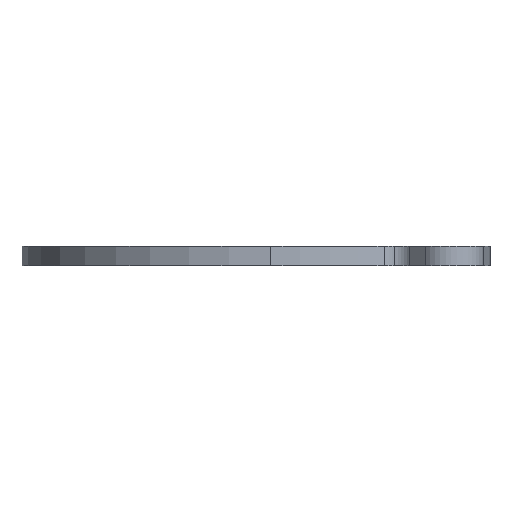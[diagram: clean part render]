
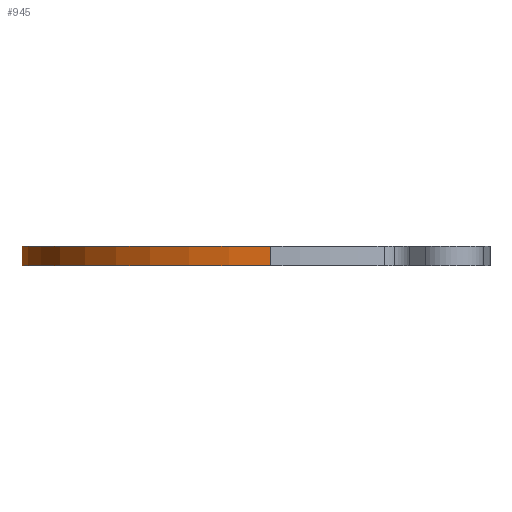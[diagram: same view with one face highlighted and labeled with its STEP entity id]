
A CAD part, left-side view. The second image highlights one B-rep face of the part: STEP entity #945.
In plain terms, the highlighted cylindrical face has radius 25 mm (diameter 50 mm), a partial arc.
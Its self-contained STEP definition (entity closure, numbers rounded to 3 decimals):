
#3 = AXIS2_PLACEMENT_3D ( 'NONE', #591, #684, #741 ) ;
#5 = DIRECTION ( 'NONE',  ( 0., 0., 1. ) ) ;
#29 = AXIS2_PLACEMENT_3D ( 'NONE', #161, #5, #758 ) ;
#47 = ORIENTED_EDGE ( 'NONE', *, *, #879, .T. ) ;
#80 = DIRECTION ( 'NONE',  ( 0., 0., 1. ) ) ;
#139 = EDGE_CURVE ( 'NONE', #166, #387, #918, .T. ) ;
#159 = VECTOR ( 'NONE', #466, 1000. ) ;
#161 = CARTESIAN_POINT ( 'NONE',  ( 1.8, 0., -20. ) ) ;
#166 = VERTEX_POINT ( 'NONE', #412 ) ;
#225 = EDGE_LOOP ( 'NONE', ( #432, #484, #47, #752 ) ) ;
#276 = CARTESIAN_POINT ( 'NONE',  ( 1.8, 0., -22. ) ) ;
#320 = CARTESIAN_POINT ( 'NONE',  ( 16.156, 20.467, -20. ) ) ;
#387 = VERTEX_POINT ( 'NONE', #418 ) ;
#412 = CARTESIAN_POINT ( 'NONE',  ( -23.2, 0., -22. ) ) ;
#418 = CARTESIAN_POINT ( 'NONE',  ( -23.2, 0., -20. ) ) ;
#422 = EDGE_CURVE ( 'NONE', #546, #423, #659, .T. ) ;
#423 = VERTEX_POINT ( 'NONE', #320 ) ;
#432 = ORIENTED_EDGE ( 'NONE', *, *, #638, .F. ) ;
#457 = CYLINDRICAL_SURFACE ( 'NONE', #3, 25. ) ;
#462 = VECTOR ( 'NONE', #905, 1000. ) ;
#466 = DIRECTION ( 'NONE',  ( 0., 0., 1. ) ) ;
#478 = CARTESIAN_POINT ( 'NONE',  ( 16.156, 20.467, -22. ) ) ;
#484 = ORIENTED_EDGE ( 'NONE', *, *, #422, .F. ) ;
#500 = FACE_OUTER_BOUND ( 'NONE', #225, .T. ) ;
#538 = CIRCLE ( 'NONE', #775, 25. ) ;
#546 = VERTEX_POINT ( 'NONE', #599 ) ;
#591 = CARTESIAN_POINT ( 'NONE',  ( 1.8, 0., -22. ) ) ;
#599 = CARTESIAN_POINT ( 'NONE',  ( 16.156, 20.467, -22. ) ) ;
#638 = EDGE_CURVE ( 'NONE', #423, #387, #928, .T. ) ;
#659 = LINE ( 'NONE', #478, #462 ) ;
#672 = CARTESIAN_POINT ( 'NONE',  ( -23.2, 0., -22. ) ) ;
#678 = DIRECTION ( 'NONE',  ( 1., 0., 0. ) ) ;
#684 = DIRECTION ( 'NONE',  ( 0., 0., 1. ) ) ;
#741 = DIRECTION ( 'NONE',  ( 1., 0., 0. ) ) ;
#752 = ORIENTED_EDGE ( 'NONE', *, *, #139, .T. ) ;
#758 = DIRECTION ( 'NONE',  ( 1., 0., 0. ) ) ;
#775 = AXIS2_PLACEMENT_3D ( 'NONE', #276, #80, #678 ) ;
#879 = EDGE_CURVE ( 'NONE', #546, #166, #538, .T. ) ;
#905 = DIRECTION ( 'NONE',  ( 0., 0., 1. ) ) ;
#918 = LINE ( 'NONE', #672, #159 ) ;
#928 = CIRCLE ( 'NONE', #29, 25. ) ;
#945 = ADVANCED_FACE ( 'NONE', ( #500 ), #457, .T. ) ;
